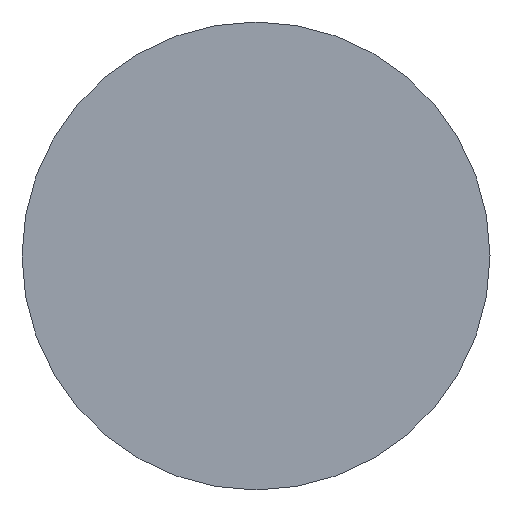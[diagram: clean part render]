
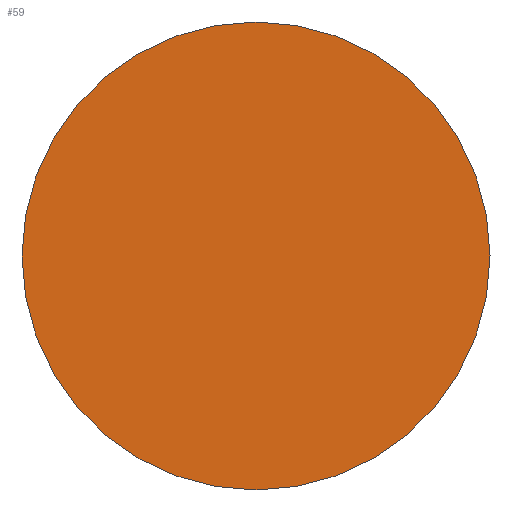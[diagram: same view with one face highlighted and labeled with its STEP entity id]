
A CAD part, left-side view. The second image highlights one B-rep face of the part: STEP entity #59.
In plain terms, the highlighted planar face has unit normal (-1, 0, 0).
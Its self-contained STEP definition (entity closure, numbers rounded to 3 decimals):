
#16=PLANE('',#88);
#23=FACE_OUTER_BOUND('',#27,.T.);
#27=EDGE_LOOP('',(#54));
#32=CIRCLE('',#86,6.6);
#36=VERTEX_POINT('',#120);
#42=EDGE_CURVE('',#36,#36,#32,.T.);
#54=ORIENTED_EDGE('',*,*,#42,.T.);
#59=ADVANCED_FACE('',(#23),#16,.F.);
#86=AXIS2_PLACEMENT_3D('',#122,#104,#105);
#88=AXIS2_PLACEMENT_3D('',#124,#108,#109);
#104=DIRECTION('center_axis',(-1.,0.,0.));
#105=DIRECTION('ref_axis',(0.,-1.,0.));
#108=DIRECTION('center_axis',(1.,0.,0.));
#109=DIRECTION('ref_axis',(0.,0.,-1.));
#120=CARTESIAN_POINT('',(0.,6.6,0.));
#122=CARTESIAN_POINT('Origin',(0.,0.,0.));
#124=CARTESIAN_POINT('Origin',(0.,0.,0.));
